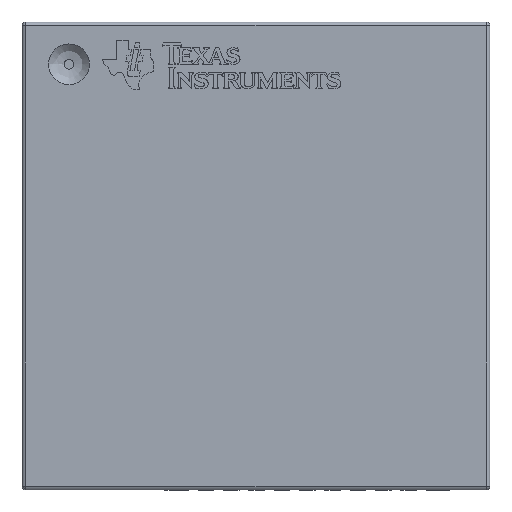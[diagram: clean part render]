
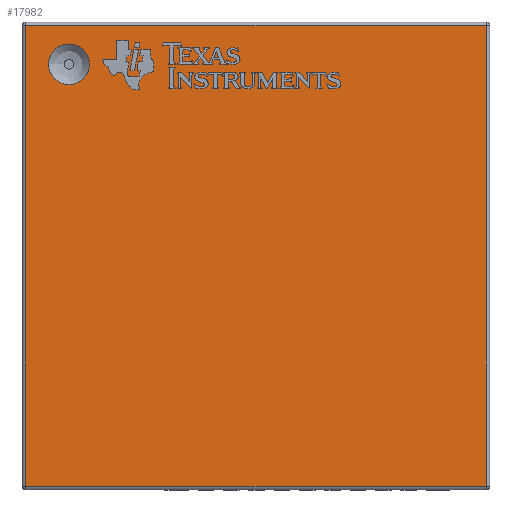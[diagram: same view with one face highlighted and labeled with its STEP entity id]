
A CAD part, top view. The second image highlights one B-rep face of the part: STEP entity #17982.
In plain terms, the highlighted planar face has unit normal (0, 0, 1).
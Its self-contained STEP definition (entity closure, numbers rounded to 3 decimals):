
#694=FACE_BOUND('',#7351,.T.);
#1423=LINE('',#25251,#3685);
#1425=LINE('',#25259,#3687);
#1426=LINE('',#25266,#3688);
#1427=LINE('',#25272,#3689);
#3685=VECTOR('',#20952,11.8);
#3687=VECTOR('',#20960,11.8);
#3688=VECTOR('',#20971,11.8);
#3689=VECTOR('',#20982,11.8);
#5466=PLANE('',#19100);
#6324=FACE_OUTER_BOUND('',#7350,.T.);
#7350=EDGE_LOOP('',(#13942,#13943,#13944,#13945));
#7351=EDGE_LOOP('',(#13946,#13947));
#8126=CIRCLE('',#18827,0.522);
#8127=CIRCLE('',#18828,0.522);
#8145=VERTEX_POINT('',#23774);
#8146=VERTEX_POINT('',#23775);
#8636=VERTEX_POINT('',#25247);
#8637=VERTEX_POINT('',#25249);
#8638=VERTEX_POINT('',#25253);
#8641=VERTEX_POINT('',#25263);
#9884=EDGE_CURVE('',#8145,#8146,#8126,.T.);
#9885=EDGE_CURVE('',#8146,#8145,#8127,.T.);
#10620=EDGE_CURVE('',#8637,#8636,#1423,.T.);
#10624=EDGE_CURVE('',#8636,#8638,#1425,.T.);
#10628=EDGE_CURVE('',#8638,#8641,#1426,.T.);
#10632=EDGE_CURVE('',#8641,#8637,#1427,.T.);
#13942=ORIENTED_EDGE('',*,*,#10620,.F.);
#13943=ORIENTED_EDGE('',*,*,#10632,.F.);
#13944=ORIENTED_EDGE('',*,*,#10628,.F.);
#13945=ORIENTED_EDGE('',*,*,#10624,.F.);
#13946=ORIENTED_EDGE('',*,*,#9884,.T.);
#13947=ORIENTED_EDGE('',*,*,#9885,.T.);
#17982=ADVANCED_FACE('',(#6324,#694),#5466,.T.);
#18827=AXIS2_PLACEMENT_3D('',#23776,#19714,#19715);
#18828=AXIS2_PLACEMENT_3D('',#23777,#19716,#19717);
#19100=AXIS2_PLACEMENT_3D('',#25277,#20990,#20991);
#19714=DIRECTION('center_axis',(0.,0.,-1.));
#19715=DIRECTION('ref_axis',(-1.,0.,0.));
#19716=DIRECTION('center_axis',(0.,0.,-1.));
#19717=DIRECTION('ref_axis',(-1.,0.,0.));
#20952=DIRECTION('',(0.,1.,0.));
#20960=DIRECTION('',(1.,0.,0.));
#20971=DIRECTION('',(0.,-1.,0.));
#20982=DIRECTION('',(-1.,0.,0.));
#20990=DIRECTION('center_axis',(0.,0.,1.));
#20991=DIRECTION('ref_axis',(1.,0.,0.));
#23774=CARTESIAN_POINT('',(-4.274,4.914,0.9));
#23775=CARTESIAN_POINT('',(-5.318,4.914,0.9));
#23776=CARTESIAN_POINT('Origin',(-4.796,4.914,0.9));
#23777=CARTESIAN_POINT('Origin',(-4.796,4.914,0.9));
#25247=CARTESIAN_POINT('',(-5.9,5.9,0.9));
#25249=CARTESIAN_POINT('',(-5.9,-5.9,0.9));
#25251=CARTESIAN_POINT('',(-5.9,3.,0.9));
#25253=CARTESIAN_POINT('',(5.9,5.9,0.9));
#25259=CARTESIAN_POINT('',(3.,5.9,0.9));
#25263=CARTESIAN_POINT('',(5.9,-5.9,0.9));
#25266=CARTESIAN_POINT('',(5.9,-3.,0.9));
#25272=CARTESIAN_POINT('',(-3.,-5.9,0.9));
#25277=CARTESIAN_POINT('Origin',(0.,0.,0.9));
